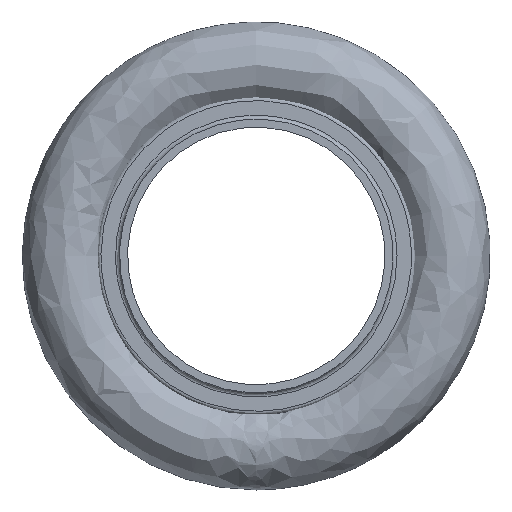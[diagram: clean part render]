
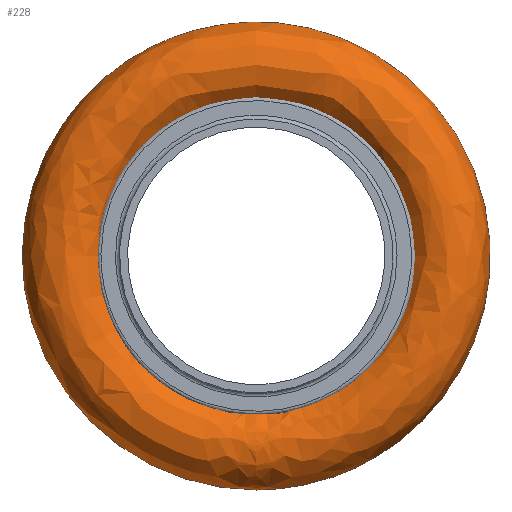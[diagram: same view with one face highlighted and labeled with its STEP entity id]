
A CAD part, left-side view. The second image highlights one B-rep face of the part: STEP entity #228.
In plain terms, the highlighted free-form (B-spline) face has degree [3, 3] with [7, 7] control points.
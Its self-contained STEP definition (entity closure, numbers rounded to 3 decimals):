
#83 = CARTESIAN_POINT ( 'NONE',  ( 5.334, 0., -9.208 ) ) ;
#84 = CARTESIAN_POINT ( 'NONE',  ( -5.334, -18.415, -9.207 ) ) ;
#90 = CARTESIAN_POINT ( 'NONE',  ( 5.334, 0., -14.542 ) ) ;
#228 = ADVANCED_FACE ( 'NONE', ( ), #742, .T. ) ;
#240 = CARTESIAN_POINT ( 'NONE',  ( 0., -18.415, -9.208 ) ) ;
#245 = CARTESIAN_POINT ( 'NONE',  ( 5.334, 29.083, -14.542 ) ) ;
#251 = CARTESIAN_POINT ( 'NONE',  ( 0., -29.083, 14.541 ) ) ;
#254 = CARTESIAN_POINT ( 'NONE',  ( -5.334, 29.083, 14.542 ) ) ;
#260 = CARTESIAN_POINT ( 'NONE',  ( -5.334, -18.415, 9.207 ) ) ;
#266 = CARTESIAN_POINT ( 'NONE',  ( 0., 0., 14.541 ) ) ;
#267 = CARTESIAN_POINT ( 'NONE',  ( -5.334, -29.083, 14.542 ) ) ;
#272 = CARTESIAN_POINT ( 'NONE',  ( 0., 29.083, -14.541 ) ) ;
#422 = CARTESIAN_POINT ( 'NONE',  ( 0., 0., 14.541 ) ) ;
#434 = CARTESIAN_POINT ( 'NONE',  ( 0., -29.083, -14.541 ) ) ;
#597 = CARTESIAN_POINT ( 'NONE',  ( 5.334, 0., 9.208 ) ) ;
#598 = CARTESIAN_POINT ( 'NONE',  ( 0., 18.415, -9.208 ) ) ;
#602 = CARTESIAN_POINT ( 'NONE',  ( -5.334, 0., -14.542 ) ) ;
#742 =( BOUNDED_SURFACE ( )  B_SPLINE_SURFACE ( 3, 3, ( 
 ( #926, #272, #1105, #422, #1618, #434, #752 ),
 ( #1267, #1452, #254, #1787, #267, #1964, #602 ),
 ( #2135, #1440, #1098, #1446, #260, #84, #1793 ),
 ( #1623, #598, #758, #1630, #1796, #240, #1423 ),
 ( #1607, #1792, #1767, #597, #1427, #915, #83 ),
 ( #1085, #245, #1596, #1950, #930, #1104, #90 ),
 ( #904, #1622, #1617, #266, #251, #1246, #2124 ) ),
 .UNSPECIFIED., .T., .T., .F. ) 
 B_SPLINE_SURFACE_WITH_KNOTS ( ( 4, 3, 4 ),
 ( 4, 3, 4 ),
 ( 0., 0.5, 1. ),
 ( 0., 0.5, 1. ),
 .UNSPECIFIED. ) 
 GEOMETRIC_REPRESENTATION_ITEM ( )  RATIONAL_B_SPLINE_SURFACE ( (
 ( 1., 0.333, 0.333, 1., 0.333, 0.333, 1.),
 ( 0.333, 0.111, 0.111, 0.333, 0.111, 0.111, 0.333),
 ( 0.333, 0.111, 0.111, 0.333, 0.111, 0.111, 0.333),
 ( 1., 0.333, 0.333, 1., 0.333, 0.333, 1.),
 ( 0.333, 0.111, 0.111, 0.333, 0.111, 0.111, 0.333),
 ( 0.333, 0.111, 0.111, 0.333, 0.111, 0.111, 0.333),
 ( 1., 0.333, 0.333, 1., 0.333, 0.333, 1.) ) ) 
 REPRESENTATION_ITEM ( '' )  SURFACE ( )  );
#752 = CARTESIAN_POINT ( 'NONE',  ( 0., 0., -14.541 ) ) ;
#758 = CARTESIAN_POINT ( 'NONE',  ( 0., 18.415, 9.208 ) ) ;
#904 = CARTESIAN_POINT ( 'NONE',  ( 0., 0., -14.541 ) ) ;
#915 = CARTESIAN_POINT ( 'NONE',  ( 5.334, -18.415, -9.207 ) ) ;
#926 = CARTESIAN_POINT ( 'NONE',  ( 0., 0., -14.541 ) ) ;
#930 = CARTESIAN_POINT ( 'NONE',  ( 5.334, -29.083, 14.542 ) ) ;
#1085 = CARTESIAN_POINT ( 'NONE',  ( 5.334, 0., -14.542 ) ) ;
#1098 = CARTESIAN_POINT ( 'NONE',  ( -5.334, 18.415, 9.207 ) ) ;
#1104 = CARTESIAN_POINT ( 'NONE',  ( 5.334, -29.083, -14.542 ) ) ;
#1105 = CARTESIAN_POINT ( 'NONE',  ( 0., 29.083, 14.541 ) ) ;
#1246 = CARTESIAN_POINT ( 'NONE',  ( 0., -29.083, -14.541 ) ) ;
#1267 = CARTESIAN_POINT ( 'NONE',  ( -5.334, 0., -14.542 ) ) ;
#1423 = CARTESIAN_POINT ( 'NONE',  ( 0., 0., -9.207 ) ) ;
#1427 = CARTESIAN_POINT ( 'NONE',  ( 5.334, -18.415, 9.207 ) ) ;
#1440 = CARTESIAN_POINT ( 'NONE',  ( -5.334, 18.415, -9.207 ) ) ;
#1446 = CARTESIAN_POINT ( 'NONE',  ( -5.334, 0., 9.208 ) ) ;
#1452 = CARTESIAN_POINT ( 'NONE',  ( -5.334, 29.083, -14.542 ) ) ;
#1596 = CARTESIAN_POINT ( 'NONE',  ( 5.334, 29.083, 14.542 ) ) ;
#1607 = CARTESIAN_POINT ( 'NONE',  ( 5.334, 0., -9.208 ) ) ;
#1617 = CARTESIAN_POINT ( 'NONE',  ( 0., 29.083, 14.541 ) ) ;
#1618 = CARTESIAN_POINT ( 'NONE',  ( 0., -29.083, 14.541 ) ) ;
#1622 = CARTESIAN_POINT ( 'NONE',  ( 0., 29.083, -14.541 ) ) ;
#1623 = CARTESIAN_POINT ( 'NONE',  ( 0., 0., -9.207 ) ) ;
#1630 = CARTESIAN_POINT ( 'NONE',  ( 0., 0., 9.207 ) ) ;
#1767 = CARTESIAN_POINT ( 'NONE',  ( 5.334, 18.415, 9.207 ) ) ;
#1787 = CARTESIAN_POINT ( 'NONE',  ( -5.334, 0., 14.542 ) ) ;
#1792 = CARTESIAN_POINT ( 'NONE',  ( 5.334, 18.415, -9.207 ) ) ;
#1793 = CARTESIAN_POINT ( 'NONE',  ( -5.334, 0., -9.208 ) ) ;
#1796 = CARTESIAN_POINT ( 'NONE',  ( 0., -18.415, 9.208 ) ) ;
#1950 = CARTESIAN_POINT ( 'NONE',  ( 5.334, 0., 14.542 ) ) ;
#1964 = CARTESIAN_POINT ( 'NONE',  ( -5.334, -29.083, -14.542 ) ) ;
#2124 = CARTESIAN_POINT ( 'NONE',  ( 0., 0., -14.541 ) ) ;
#2135 = CARTESIAN_POINT ( 'NONE',  ( -5.334, 0., -9.208 ) ) ;
